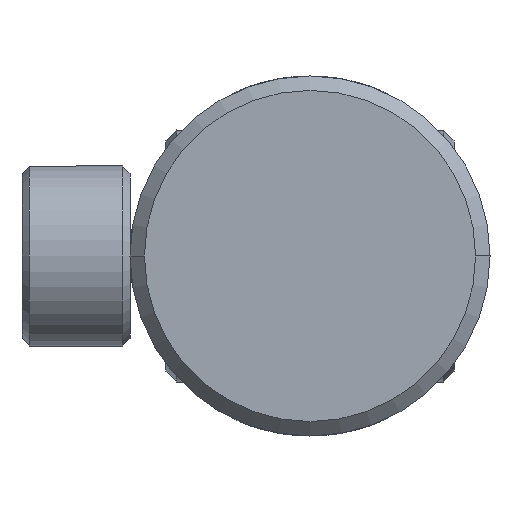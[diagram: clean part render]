
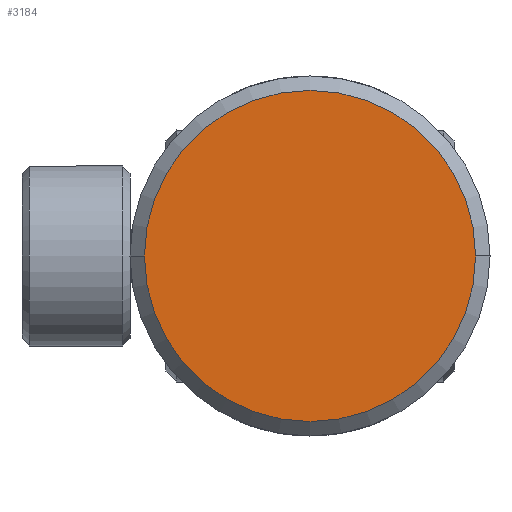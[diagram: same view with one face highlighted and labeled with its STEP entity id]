
A CAD part, left-side view. The second image highlights one B-rep face of the part: STEP entity #3184.
In plain terms, the highlighted planar face has unit normal (-1, 0, 0).
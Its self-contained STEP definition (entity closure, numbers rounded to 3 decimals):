
#122 = FACE_OUTER_BOUND ( 'NONE', #3854, .T. ) ;
#142 = AXIS2_PLACEMENT_3D ( 'NONE', #1950, #2274, #299 ) ;
#299 = DIRECTION ( 'NONE',  ( 0., -1., 0. ) ) ;
#925 = CARTESIAN_POINT ( 'NONE',  ( 0., 0., 0. ) ) ;
#1249 = DIRECTION ( 'NONE',  ( 0., 1., 0. ) ) ;
#1296 = EDGE_CURVE ( 'NONE', #2954, #3961, #2517, .T. ) ;
#1505 = CIRCLE ( 'NONE', #1990, 23. ) ;
#1853 = CARTESIAN_POINT ( 'NONE',  ( 0., 0., 0. ) ) ;
#1950 = CARTESIAN_POINT ( 'NONE',  ( 0., 0., 0. ) ) ;
#1990 = AXIS2_PLACEMENT_3D ( 'NONE', #1853, #4144, #2177 ) ;
#2177 = DIRECTION ( 'NONE',  ( 0., 1., 0. ) ) ;
#2274 = DIRECTION ( 'NONE',  ( -1., 0., 0. ) ) ;
#2517 = CIRCLE ( 'NONE', #2617, 23. ) ;
#2617 = AXIS2_PLACEMENT_3D ( 'NONE', #925, #3213, #1249 ) ;
#2631 = ORIENTED_EDGE ( 'NONE', *, *, #2957, .F. ) ;
#2816 = CARTESIAN_POINT ( 'NONE',  ( 0., -23., 0. ) ) ;
#2933 = ORIENTED_EDGE ( 'NONE', *, *, #1296, .F. ) ;
#2954 = VERTEX_POINT ( 'NONE', #2816 ) ;
#2957 = EDGE_CURVE ( 'NONE', #3961, #2954, #1505, .T. ) ;
#3184 = ADVANCED_FACE ( 'NONE', ( #122 ), #3913, .T. ) ;
#3213 = DIRECTION ( 'NONE',  ( 1., 0., 0. ) ) ;
#3690 = CARTESIAN_POINT ( 'NONE',  ( 0., 23., 0. ) ) ;
#3854 = EDGE_LOOP ( 'NONE', ( #2631, #2933 ) ) ;
#3913 = PLANE ( 'NONE',  #142 ) ;
#3961 = VERTEX_POINT ( 'NONE', #3690 ) ;
#4144 = DIRECTION ( 'NONE',  ( 1., 0., 0. ) ) ;
